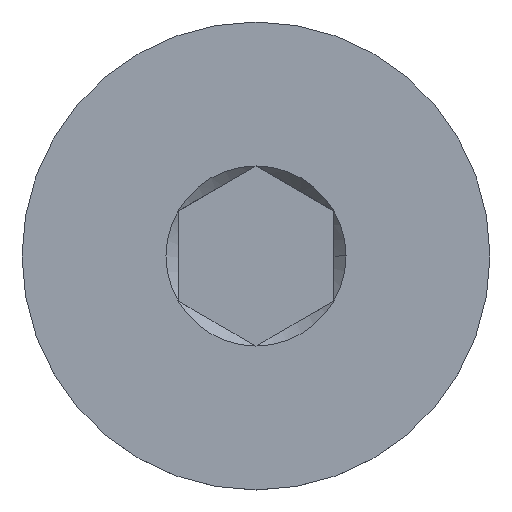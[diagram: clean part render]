
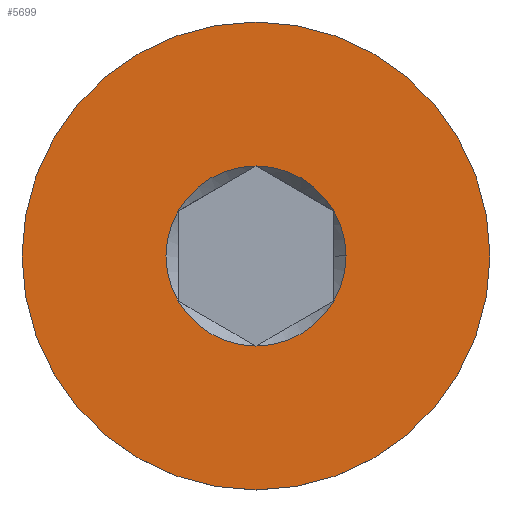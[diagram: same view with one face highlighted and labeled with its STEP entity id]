
A CAD part, top view. The second image highlights one B-rep face of the part: STEP entity #5699.
In plain terms, the highlighted planar face has unit normal (0, 0, 1).
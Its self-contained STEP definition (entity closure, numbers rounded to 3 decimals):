
#83 = ORIENTED_EDGE ( 'NONE', *, *, #3873, .F. ) ;
#209 = AXIS2_PLACEMENT_3D ( 'NONE', #1270, #1711, #1234 ) ;
#279 = CARTESIAN_POINT ( 'NONE',  ( 0., 1.155, 10. ) ) ;
#283 = DIRECTION ( 'NONE',  ( 1., 0., 0. ) ) ;
#286 = CARTESIAN_POINT ( 'NONE',  ( 1., 0.577, 10. ) ) ;
#317 = DIRECTION ( 'NONE',  ( 1., 0., 0. ) ) ;
#346 = CARTESIAN_POINT ( 'NONE',  ( 0., 0., 10. ) ) ;
#463 = CIRCLE ( 'NONE', #209, 1.155 ) ;
#489 = AXIS2_PLACEMENT_3D ( 'NONE', #3726, #6083, #5929 ) ;
#656 = CIRCLE ( 'NONE', #2550, 3. ) ;
#665 = CARTESIAN_POINT ( 'NONE',  ( 0., 0., 10. ) ) ;
#768 = CARTESIAN_POINT ( 'NONE',  ( 0., 0., 10. ) ) ;
#772 = CARTESIAN_POINT ( 'NONE',  ( 0., 0., 10. ) ) ;
#800 = CARTESIAN_POINT ( 'NONE',  ( 0., 0., 10. ) ) ;
#814 = AXIS2_PLACEMENT_3D ( 'NONE', #3120, #3761, #3611 ) ;
#932 = FACE_BOUND ( 'NONE', #4303, .T. ) ;
#1069 = AXIS2_PLACEMENT_3D ( 'NONE', #4606, #1776, #317 ) ;
#1143 = EDGE_CURVE ( 'NONE', #2711, #2403, #4265, .T. ) ;
#1234 = DIRECTION ( 'NONE',  ( 1., 0., 0. ) ) ;
#1270 = CARTESIAN_POINT ( 'NONE',  ( 0., 0., 10. ) ) ;
#1273 = VERTEX_POINT ( 'NONE', #279 ) ;
#1441 = VERTEX_POINT ( 'NONE', #7370 ) ;
#1443 = CIRCLE ( 'NONE', #3354, 1.155 ) ;
#1496 = DIRECTION ( 'NONE',  ( 0., 0., -1. ) ) ;
#1656 = VERTEX_POINT ( 'NONE', #5987 ) ;
#1711 = DIRECTION ( 'NONE',  ( 0., 0., 1. ) ) ;
#1765 = EDGE_CURVE ( 'NONE', #4664, #3452, #2956, .T. ) ;
#1768 = AXIS2_PLACEMENT_3D ( 'NONE', #346, #4739, #7018 ) ;
#1770 = AXIS2_PLACEMENT_3D ( 'NONE', #772, #4788, #4751 ) ;
#1776 = DIRECTION ( 'NONE',  ( 0., 0., 1. ) ) ;
#2183 = EDGE_CURVE ( 'NONE', #5091, #1273, #2251, .T. ) ;
#2251 = CIRCLE ( 'NONE', #3202, 1.155 ) ;
#2372 = DIRECTION ( 'NONE',  ( 0., 0., 1. ) ) ;
#2403 = VERTEX_POINT ( 'NONE', #3858 ) ;
#2550 = AXIS2_PLACEMENT_3D ( 'NONE', #4401, #1496, #7161 ) ;
#2613 = CIRCLE ( 'NONE', #3932, 1.155 ) ;
#2711 = VERTEX_POINT ( 'NONE', #6820 ) ;
#2956 = CIRCLE ( 'NONE', #1770, 3. ) ;
#3120 = CARTESIAN_POINT ( 'NONE',  ( 0., 0., 10. ) ) ;
#3202 = AXIS2_PLACEMENT_3D ( 'NONE', #800, #5354, #5390 ) ;
#3354 = AXIS2_PLACEMENT_3D ( 'NONE', #665, #2372, #4717 ) ;
#3429 = CIRCLE ( 'NONE', #814, 1.155 ) ;
#3452 = VERTEX_POINT ( 'NONE', #3623 ) ;
#3611 = DIRECTION ( 'NONE',  ( 1., 0., 0. ) ) ;
#3623 = CARTESIAN_POINT ( 'NONE',  ( 0., 3., 10. ) ) ;
#3691 = FACE_OUTER_BOUND ( 'NONE', #6990, .T. ) ;
#3726 = CARTESIAN_POINT ( 'NONE',  ( 0., 0., 10. ) ) ;
#3761 = DIRECTION ( 'NONE',  ( 0., 0., 1. ) ) ;
#3858 = CARTESIAN_POINT ( 'NONE',  ( -1., -0.577, 10. ) ) ;
#3873 = EDGE_CURVE ( 'NONE', #1656, #1441, #463, .T. ) ;
#3932 = AXIS2_PLACEMENT_3D ( 'NONE', #768, #5318, #283 ) ;
#4094 = EDGE_CURVE ( 'NONE', #1273, #2711, #3429, .T. ) ;
#4265 = CIRCLE ( 'NONE', #1069, 1.155 ) ;
#4303 = EDGE_LOOP ( 'NONE', ( #5557, #7245, #7361, #83, #6937, #6344, #5635 ) ) ;
#4401 = CARTESIAN_POINT ( 'NONE',  ( 0., 0., 10. ) ) ;
#4596 = EDGE_CURVE ( 'NONE', #2403, #1656, #4628, .T. ) ;
#4606 = CARTESIAN_POINT ( 'NONE',  ( 0., 0., 10. ) ) ;
#4628 = CIRCLE ( 'NONE', #1768, 1.155 ) ;
#4664 = VERTEX_POINT ( 'NONE', #6293 ) ;
#4717 = DIRECTION ( 'NONE',  ( 1., 0., 0. ) ) ;
#4739 = DIRECTION ( 'NONE',  ( 0., 0., 1. ) ) ;
#4751 = DIRECTION ( 'NONE',  ( 0., 1., 0. ) ) ;
#4788 = DIRECTION ( 'NONE',  ( 0., 0., -1. ) ) ;
#5055 = EDGE_CURVE ( 'NONE', #5770, #5091, #1443, .T. ) ;
#5091 = VERTEX_POINT ( 'NONE', #286 ) ;
#5318 = DIRECTION ( 'NONE',  ( 0., 0., 1. ) ) ;
#5354 = DIRECTION ( 'NONE',  ( 0., 0., 1. ) ) ;
#5390 = DIRECTION ( 'NONE',  ( 1., 0., 0. ) ) ;
#5410 = PLANE ( 'NONE',  #489 ) ;
#5557 = ORIENTED_EDGE ( 'NONE', *, *, #2183, .F. ) ;
#5590 = ORIENTED_EDGE ( 'NONE', *, *, #7288, .F. ) ;
#5635 = ORIENTED_EDGE ( 'NONE', *, *, #4094, .F. ) ;
#5699 = ADVANCED_FACE ( 'NONE', ( #932, #3691 ), #5410, .T. ) ;
#5770 = VERTEX_POINT ( 'NONE', #7193 ) ;
#5929 = DIRECTION ( 'NONE',  ( 0., -1., 0. ) ) ;
#5987 = CARTESIAN_POINT ( 'NONE',  ( 0., -1.155, 10. ) ) ;
#6083 = DIRECTION ( 'NONE',  ( 0., 0., 1. ) ) ;
#6114 = EDGE_CURVE ( 'NONE', #1441, #5770, #2613, .T. ) ;
#6293 = CARTESIAN_POINT ( 'NONE',  ( 0., -3., 10. ) ) ;
#6344 = ORIENTED_EDGE ( 'NONE', *, *, #1143, .F. ) ;
#6636 = ORIENTED_EDGE ( 'NONE', *, *, #1765, .F. ) ;
#6820 = CARTESIAN_POINT ( 'NONE',  ( -1., 0.577, 10. ) ) ;
#6937 = ORIENTED_EDGE ( 'NONE', *, *, #4596, .F. ) ;
#6990 = EDGE_LOOP ( 'NONE', ( #5590, #6636 ) ) ;
#7018 = DIRECTION ( 'NONE',  ( 1., 0., 0. ) ) ;
#7161 = DIRECTION ( 'NONE',  ( 0., 1., 0. ) ) ;
#7193 = CARTESIAN_POINT ( 'NONE',  ( 1.155, 0., 10. ) ) ;
#7245 = ORIENTED_EDGE ( 'NONE', *, *, #5055, .F. ) ;
#7288 = EDGE_CURVE ( 'NONE', #3452, #4664, #656, .T. ) ;
#7361 = ORIENTED_EDGE ( 'NONE', *, *, #6114, .F. ) ;
#7370 = CARTESIAN_POINT ( 'NONE',  ( 1., -0.577, 10. ) ) ;
